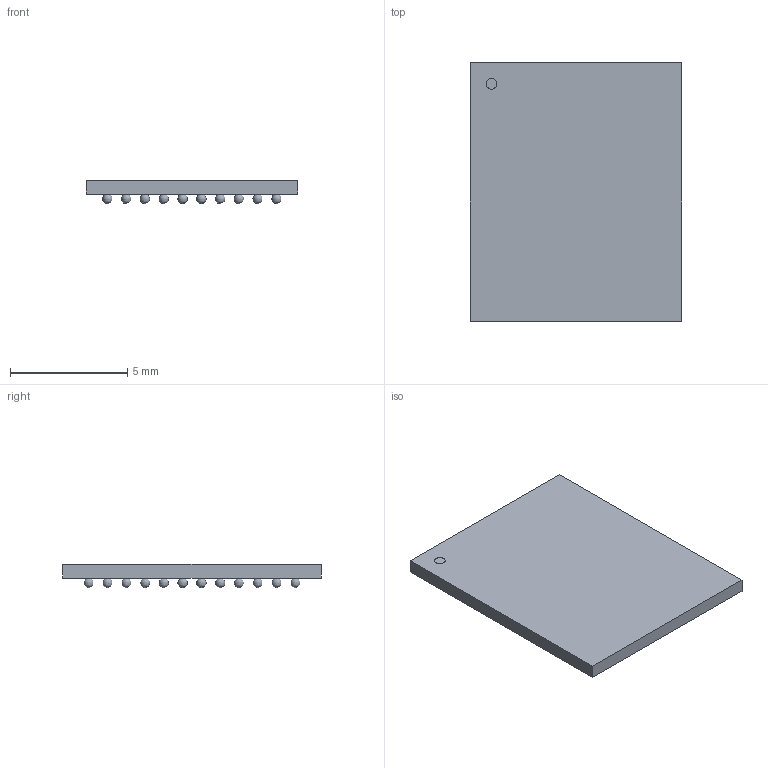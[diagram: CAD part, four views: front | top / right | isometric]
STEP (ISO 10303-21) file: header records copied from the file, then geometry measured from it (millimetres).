
FILE_DESCRIPTION(('STEP AP214'),'1');
FILE_NAME('BGA-63_VBM063','2018-03-27T23:17:11',(''),(''),'','','');
FILE_SCHEMA(('AUTOMOTIVE_DESIGN'));
Length unit declared in the file: millimetre
Products named in the file (1): product
Bounding box: 8.99 x 11 x 0.99 mm (x, y, z)
Volume: 2.2 mm3; surface area: 475.4 mm2
Topology: 64 solids, 76 shells, 78 faces, 240 edges, 176 vertices
Faces by surface type: sphere 63, plane 14, cylinder 1
Full cylindrical faces by diameter (mm): 0.45 x1
Entity records: 2227 total; most frequent: DIRECTION 464, CARTESIAN_POINT 432, VERTEX_POINT 224, AXIS2_PLACEMENT_3D 208, ORIENTED_EDGE 178, EDGE_CURVE 113, EDGE_LOOP 79, STYLED_ITEM 78
